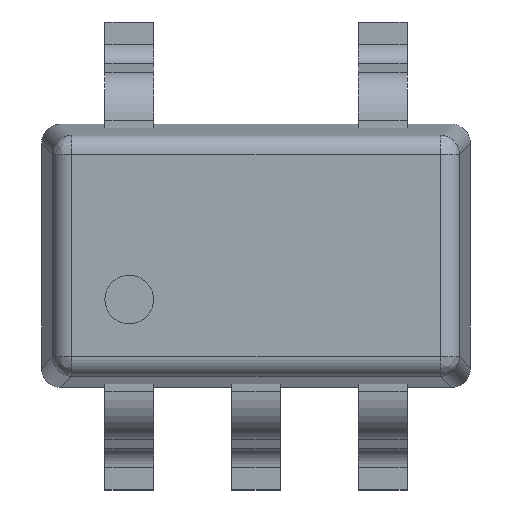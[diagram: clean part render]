
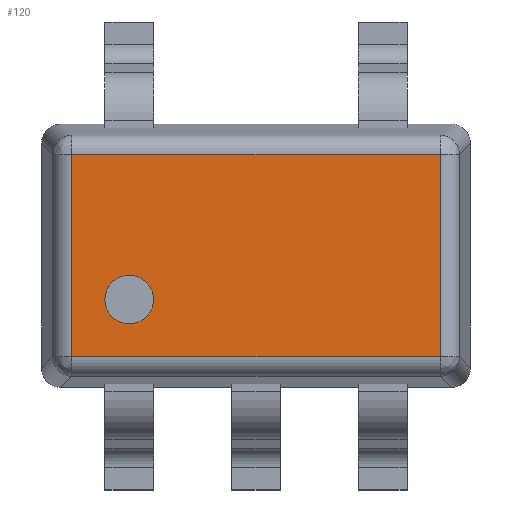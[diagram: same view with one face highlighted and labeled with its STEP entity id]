
A CAD part, top view. The second image highlights one B-rep face of the part: STEP entity #120.
In plain terms, the highlighted planar face has unit normal (0, 0, 1).
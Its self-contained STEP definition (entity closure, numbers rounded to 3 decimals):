
#120=ADVANCED_FACE('',(#1093,#1095),#1097,.T.);
#1093=FACE_BOUND('',#1094,.T.);
#1094=EDGE_LOOP('',(#1956,#1957,#1958,#1959));
#1095=FACE_BOUND('',#1096,.T.);
#1096=EDGE_LOOP('',(#1960));
#1097=PLANE('',#1098);
#1098=AXIS2_PLACEMENT_3D('',#1099,#1100,#1101);
#1099=CARTESIAN_POINT('',(0.,0.,1.1));
#1100=DIRECTION('',(0.,0.,1.));
#1101=DIRECTION('',(1.,0.,0.));
#1956=ORIENTED_EDGE('',*,*,#2466,.T.);
#1957=ORIENTED_EDGE('',*,*,#2467,.T.);
#1958=ORIENTED_EDGE('',*,*,#2468,.T.);
#1959=ORIENTED_EDGE('',*,*,#2469,.T.);
#1960=ORIENTED_EDGE('',*,*,#2465,.F.);
#2465=EDGE_CURVE('',#2730,#2730,#2731,.T.);
#2466=EDGE_CURVE('',#2732,#2733,#2734,.T.);
#2467=EDGE_CURVE('',#2733,#2735,#2736,.T.);
#2468=EDGE_CURVE('',#2735,#2737,#2738,.T.);
#2469=EDGE_CURVE('',#2737,#2732,#2739,.T.);
#2730=VERTEX_POINT('',#3188);
#2731=CIRCLE('',#3189,0.125);
#2732=VERTEX_POINT('',#3193);
#2733=VERTEX_POINT('',#3194);
#2734=LINE('',#3195,#3196);
#2735=VERTEX_POINT('',#3198);
#2736=LINE('',#3199,#3200);
#2737=VERTEX_POINT('',#3202);
#2738=LINE('',#3203,#3204);
#2739=LINE('',#3206,#3207);
#3188=CARTESIAN_POINT('',(-0.525,-0.225,1.1));
#3189=AXIS2_PLACEMENT_3D('',#3190,#3191,#3192);
#3190=CARTESIAN_POINT('',(-0.65,-0.225,1.1));
#3191=DIRECTION('',(0.,0.,1.));
#3192=DIRECTION('',(1.,0.,0.));
#3193=CARTESIAN_POINT('',(0.944,0.519,1.1));
#3194=CARTESIAN_POINT('',(-0.944,0.519,1.1));
#3195=CARTESIAN_POINT('',(0.944,0.519,1.1));
#3196=VECTOR('',#3197,1.);
#3197=DIRECTION('',(-1.,0.,0.));
#3198=CARTESIAN_POINT('',(-0.944,-0.519,1.1));
#3199=CARTESIAN_POINT('',(-0.944,0.519,1.1));
#3200=VECTOR('',#3201,1.);
#3201=DIRECTION('',(0.,-1.,0.));
#3202=CARTESIAN_POINT('',(0.944,-0.519,1.1));
#3203=CARTESIAN_POINT('',(-0.944,-0.519,1.1));
#3204=VECTOR('',#3205,1.);
#3205=DIRECTION('',(1.,0.,0.));
#3206=CARTESIAN_POINT('',(0.944,-0.519,1.1));
#3207=VECTOR('',#3208,1.);
#3208=DIRECTION('',(0.,1.,0.));
